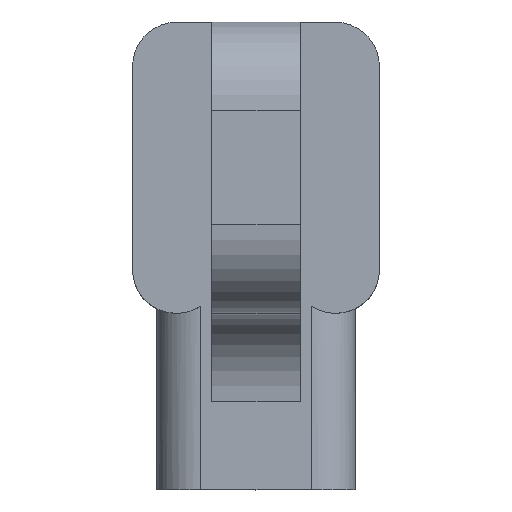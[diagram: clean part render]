
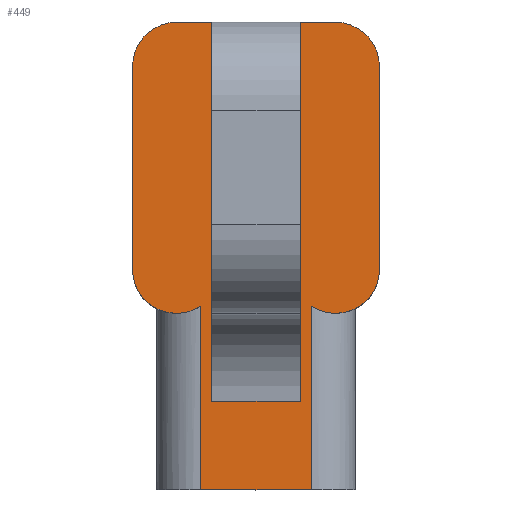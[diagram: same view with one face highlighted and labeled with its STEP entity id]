
A CAD part, top view. The second image highlights one B-rep face of the part: STEP entity #449.
In plain terms, the highlighted planar face has unit normal (0, 0, 1).
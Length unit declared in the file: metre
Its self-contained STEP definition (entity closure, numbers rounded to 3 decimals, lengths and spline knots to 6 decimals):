
#41=CIRCLE('',#494,0.001);
#42=CIRCLE('',#495,0.001);
#43=CIRCLE('',#496,0.001);
#44=CIRCLE('',#497,0.001);
#84=ORIENTED_EDGE('',*,*,#210,.T.);
#85=ORIENTED_EDGE('',*,*,#211,.T.);
#86=ORIENTED_EDGE('',*,*,#212,.F.);
#87=ORIENTED_EDGE('',*,*,#196,.F.);
#88=ORIENTED_EDGE('',*,*,#213,.T.);
#89=ORIENTED_EDGE('',*,*,#203,.T.);
#90=ORIENTED_EDGE('',*,*,#214,.T.);
#91=ORIENTED_EDGE('',*,*,#215,.T.);
#92=ORIENTED_EDGE('',*,*,#216,.T.);
#93=ORIENTED_EDGE('',*,*,#217,.T.);
#94=ORIENTED_EDGE('',*,*,#218,.T.);
#95=ORIENTED_EDGE('',*,*,#197,.F.);
#96=ORIENTED_EDGE('',*,*,#219,.T.);
#97=ORIENTED_EDGE('',*,*,#192,.F.);
#192=EDGE_CURVE('',#257,#258,#300,.T.);
#196=EDGE_CURVE('',#261,#255,#304,.T.);
#197=EDGE_CURVE('',#262,#263,#305,.T.);
#203=EDGE_CURVE('',#269,#268,#311,.T.);
#210=EDGE_CURVE('',#257,#271,#313,.T.);
#211=EDGE_CURVE('',#271,#272,#314,.F.);
#212=EDGE_CURVE('',#255,#272,#315,.T.);
#213=EDGE_CURVE('',#261,#269,#41,.F.);
#214=EDGE_CURVE('',#268,#273,#42,.F.);
#215=EDGE_CURVE('',#273,#274,#316,.F.);
#216=EDGE_CURVE('',#274,#275,#317,.T.);
#217=EDGE_CURVE('',#275,#276,#318,.T.);
#218=EDGE_CURVE('',#276,#263,#43,.F.);
#219=EDGE_CURVE('',#262,#258,#44,.F.);
#255=VERTEX_POINT('',#673);
#257=VERTEX_POINT('',#677);
#258=VERTEX_POINT('',#679);
#261=VERTEX_POINT('',#685);
#262=VERTEX_POINT('',#689);
#263=VERTEX_POINT('',#690);
#268=VERTEX_POINT('',#701);
#269=VERTEX_POINT('',#703);
#271=VERTEX_POINT('',#714);
#272=VERTEX_POINT('',#716);
#273=VERTEX_POINT('',#720);
#274=VERTEX_POINT('',#722);
#275=VERTEX_POINT('',#724);
#276=VERTEX_POINT('',#726);
#300=LINE('',#678,#341);
#304=LINE('',#686,#345);
#305=LINE('',#688,#346);
#311=LINE('',#702,#352);
#313=LINE('',#713,#354);
#314=LINE('',#715,#355);
#315=LINE('',#717,#356);
#316=LINE('',#721,#357);
#317=LINE('',#723,#358);
#318=LINE('',#725,#359);
#341=VECTOR('',#541,1.);
#345=VECTOR('',#545,1.);
#346=VECTOR('',#548,1.);
#352=VECTOR('',#556,1.);
#354=VECTOR('',#572,1.);
#355=VECTOR('',#573,1.);
#356=VECTOR('',#574,1.);
#357=VECTOR('',#579,1.);
#358=VECTOR('',#580,1.);
#359=VECTOR('',#581,1.);
#382=EDGE_LOOP('',(#84,#85,#86,#87,#88,#89,#90,#91,#92,#93,#94,#95,#96,
#97));
#409=FACE_BOUND('',#382,.T.);
#435=PLANE('',#493);
#449=ADVANCED_FACE('',(#409),#435,.F.);
#493=AXIS2_PLACEMENT_3D('',#712,#570,#571);
#494=AXIS2_PLACEMENT_3D('',#718,#575,#576);
#495=AXIS2_PLACEMENT_3D('',#719,#577,#578);
#496=AXIS2_PLACEMENT_3D('',#727,#582,#583);
#497=AXIS2_PLACEMENT_3D('',#728,#584,#585);
#541=DIRECTION('',(1.,0.,0.));
#545=DIRECTION('',(1.,0.,0.));
#548=DIRECTION('',(0.,-1.,0.));
#556=DIRECTION('',(0.,-1.,0.));
#570=DIRECTION('',(0.,0.,-1.));
#571=DIRECTION('',(1.,0.,0.));
#572=DIRECTION('',(0.,-1.,0.));
#573=DIRECTION('',(1.,0.,0.));
#574=DIRECTION('',(0.,-1.,0.));
#575=DIRECTION('',(0.,0.,-1.));
#576=DIRECTION('',(1.,0.,0.));
#577=DIRECTION('',(0.,0.,-1.));
#578=DIRECTION('',(1.,0.,0.));
#579=DIRECTION('',(0.,1.,0.));
#580=DIRECTION('',(1.,0.,0.));
#581=DIRECTION('',(0.,1.,0.));
#582=DIRECTION('',(0.,0.,-1.));
#583=DIRECTION('',(1.,0.,0.));
#584=DIRECTION('',(0.,0.,-1.));
#585=DIRECTION('',(1.,0.,0.));
#673=CARTESIAN_POINT('',(-0.039795,0.0153,0.034206));
#677=CARTESIAN_POINT('',(-0.037795,0.0153,0.034206));
#678=CARTESIAN_POINT('',(-0.038795,0.0153,0.034206));
#679=CARTESIAN_POINT('',(-0.036995,0.0153,0.034206));
#685=CARTESIAN_POINT('',(-0.040595,0.0153,0.034206));
#686=CARTESIAN_POINT('',(-0.038795,0.0153,0.034206));
#688=CARTESIAN_POINT('',(-0.035995,0.012,0.034206));
#689=CARTESIAN_POINT('',(-0.035995,0.0143,0.034206));
#690=CARTESIAN_POINT('',(-0.035995,0.0097,0.034206));
#701=CARTESIAN_POINT('',(-0.041595,0.0097,0.034206));
#702=CARTESIAN_POINT('',(-0.041595,0.012,0.034206));
#703=CARTESIAN_POINT('',(-0.041595,0.0143,0.034206));
#712=CARTESIAN_POINT('',(-0.038795,0.012,0.034206));
#713=CARTESIAN_POINT('',(-0.037795,0.012,0.034206));
#714=CARTESIAN_POINT('',(-0.037795,0.0067,0.034206));
#715=CARTESIAN_POINT('',(-0.039795,0.0067,0.034206));
#716=CARTESIAN_POINT('',(-0.039795,0.0067,0.034206));
#717=CARTESIAN_POINT('',(-0.039795,0.012,0.034206));
#718=CARTESIAN_POINT('',(-0.040595,0.0143,0.034206));
#719=CARTESIAN_POINT('',(-0.040595,0.0097,0.034206));
#720=CARTESIAN_POINT('',(-0.040045,0.008865,0.034206));
#721=CARTESIAN_POINT('',(-0.040045,0.0047,0.034206));
#722=CARTESIAN_POINT('',(-0.040045,0.0047,0.034206));
#723=CARTESIAN_POINT('',(-0.038795,0.0047,0.034206));
#724=CARTESIAN_POINT('',(-0.037545,0.0047,0.034206));
#725=CARTESIAN_POINT('',(-0.037545,0.012,0.034206));
#726=CARTESIAN_POINT('',(-0.037545,0.008865,0.034206));
#727=CARTESIAN_POINT('',(-0.036995,0.0097,0.034206));
#728=CARTESIAN_POINT('',(-0.036995,0.0143,0.034206));
